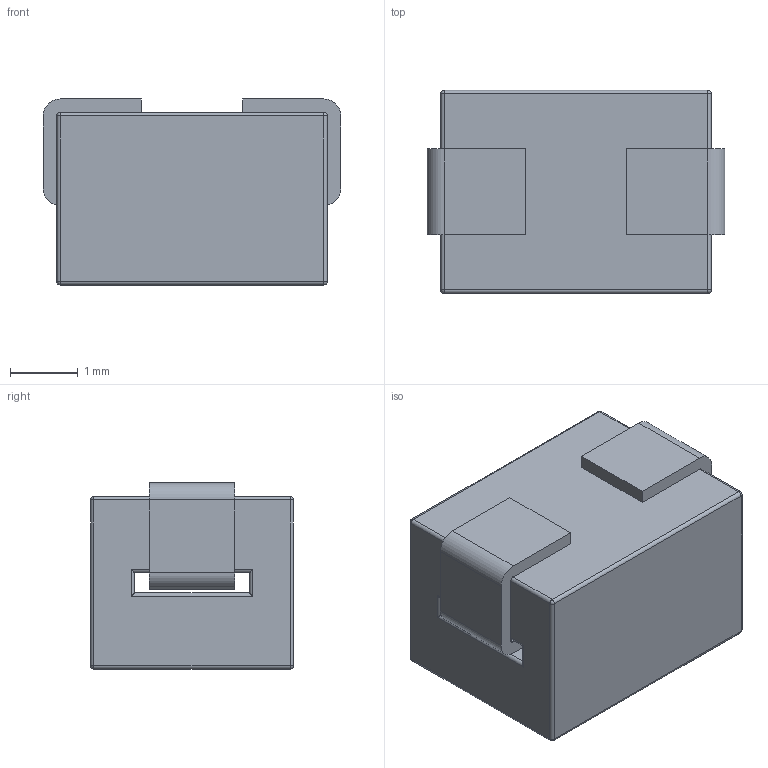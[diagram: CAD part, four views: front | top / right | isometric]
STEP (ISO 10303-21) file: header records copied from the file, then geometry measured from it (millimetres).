
FILE_DESCRIPTION(/* description */ ('Unknown'),/* implementation_level */ '2;1');
FILE_NAME(/* name */ '74279390',/* time_stamp */ '2019-12-20T07:32:01+01:00',/* author */ ('Unknown'),/* organization */ ('Unknown'),/* preprocessor_version */ 'ST-DEVELOPER v16.7',/* originating_system */ 'DEX',/* authorisation */ $);
FILE_SCHEMA (('AUTOMOTIVE_DESIGN {1 0 10303 214 3 1 1}'));
Length unit declared in the file: millimetre
Products named in the file (3): 74279390; Gehäuse; Pin
Assembly tree (2 placements, depth 2):
  74279390
    Gehäuse
    Pin
Bounding box: 4.4 x 3 x 2.75 mm (x, y, z)
Volume: 30.9 mm3; surface area: 101.8 mm2
Topology: 2 solids, 2 shells, 60 faces, 144 edges, 80 vertices
Faces by surface type: cylinder 28, plane 24, sphere 8
Entity records: 1732 total; most frequent: DIRECTION 310, CARTESIAN_POINT 279, ORIENTED_EDGE 272, EDGE_CURVE 136, AXIS2_PLACEMENT_3D 111, LINE 88, VECTOR 88, VERTEX_POINT 80
